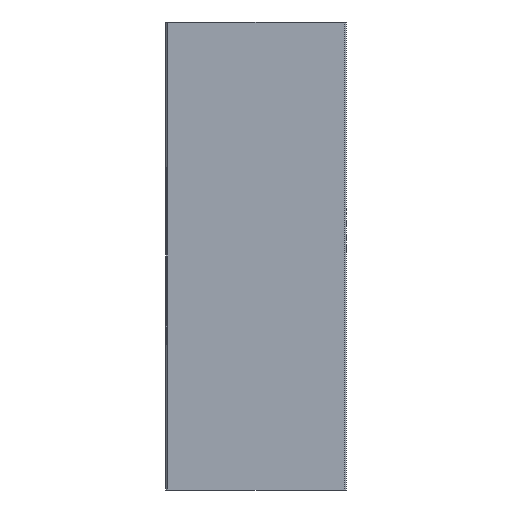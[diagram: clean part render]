
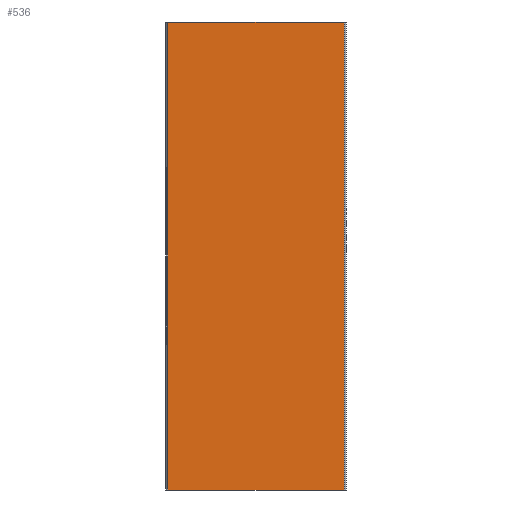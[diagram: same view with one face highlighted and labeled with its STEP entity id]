
A CAD part, front view. The second image highlights one B-rep face of the part: STEP entity #536.
In plain terms, the highlighted planar face has unit normal (0, -1, 0).
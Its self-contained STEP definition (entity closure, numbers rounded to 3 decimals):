
#85 = DIRECTION ( 'NONE',  ( 0., 0., 1. ) ) ;
#146 = DIRECTION ( 'NONE',  ( 0., 0., -1. ) ) ;
#171 = PLANE ( 'NONE',  #1038 ) ;
#223 = VECTOR ( 'NONE', #2256, 1000. ) ;
#230 = CARTESIAN_POINT ( 'NONE',  ( 1016.372, 23.028, -1887. ) ) ;
#351 = VECTOR ( 'NONE', #2736, 1000. ) ;
#473 = CARTESIAN_POINT ( 'NONE',  ( 869.419, 23.028, -1663.5 ) ) ;
#527 = EDGE_CURVE ( 'NONE', #1441, #1550, #2253, .T. ) ;
#536 = ADVANCED_FACE ( 'NONE', ( #1540 ), #171, .F. ) ;
#598 = CARTESIAN_POINT ( 'NONE',  ( 869.419, 23.028, -1542. ) ) ;
#699 = CARTESIAN_POINT ( 'NONE',  ( 869.419, 23.028, -1810.5 ) ) ;
#731 = VERTEX_POINT ( 'NONE', #2178 ) ;
#740 = EDGE_CURVE ( 'NONE', #1550, #731, #2631, .T. ) ;
#811 = CARTESIAN_POINT ( 'NONE',  ( 869.419, 23.028, -1587. ) ) ;
#830 = CARTESIAN_POINT ( 'NONE',  ( 869.419, 23.028, -1810.5 ) ) ;
#980 = LINE ( 'NONE', #598, #351 ) ;
#1038 = AXIS2_PLACEMENT_3D ( 'NONE', #2948, #2974, #2891 ) ;
#1056 = VECTOR ( 'NONE', #85, 1000. ) ;
#1091 = EDGE_LOOP ( 'NONE', ( #2325, #2904, #1881, #2828, #1175, #2779 ) ) ;
#1095 = EDGE_CURVE ( 'NONE', #2990, #1441, #980, .T. ) ;
#1138 = VECTOR ( 'NONE', #146, 1000. ) ;
#1175 = ORIENTED_EDGE ( 'NONE', *, *, #1095, .F. ) ;
#1309 = LINE ( 'NONE', #2688, #2484 ) ;
#1358 = EDGE_CURVE ( 'NONE', #731, #2285, #1309, .T. ) ;
#1428 = CARTESIAN_POINT ( 'NONE',  ( 1016.372, 23.028, -1932. ) ) ;
#1441 = VERTEX_POINT ( 'NONE', #2377 ) ;
#1540 = FACE_OUTER_BOUND ( 'NONE', #1091, .T. ) ;
#1550 = VERTEX_POINT ( 'NONE', #1428 ) ;
#1725 = DIRECTION ( 'NONE',  ( 0., 0., 1. ) ) ;
#1881 = ORIENTED_EDGE ( 'NONE', *, *, #740, .F. ) ;
#2033 = LINE ( 'NONE', #811, #1056 ) ;
#2178 = CARTESIAN_POINT ( 'NONE',  ( 869.419, 23.028, -1932. ) ) ;
#2253 = LINE ( 'NONE', #230, #1138 ) ;
#2256 = DIRECTION ( 'NONE',  ( -1., 0., 0. ) ) ;
#2285 = VERTEX_POINT ( 'NONE', #830 ) ;
#2325 = ORIENTED_EDGE ( 'NONE', *, *, #2420, .F. ) ;
#2327 = EDGE_CURVE ( 'NONE', #2547, #2990, #2861, .T. ) ;
#2356 = VECTOR ( 'NONE', #1725, 1000. ) ;
#2377 = CARTESIAN_POINT ( 'NONE',  ( 1016.372, 23.028, -1542. ) ) ;
#2420 = EDGE_CURVE ( 'NONE', #2285, #2547, #2033, .T. ) ;
#2442 = CARTESIAN_POINT ( 'NONE',  ( 1016.372, 23.028, -1932. ) ) ;
#2484 = VECTOR ( 'NONE', #2617, 1000. ) ;
#2547 = VERTEX_POINT ( 'NONE', #473 ) ;
#2617 = DIRECTION ( 'NONE',  ( 0., 0., 1. ) ) ;
#2631 = LINE ( 'NONE', #2442, #223 ) ;
#2688 = CARTESIAN_POINT ( 'NONE',  ( 869.419, 23.028, -1810.5 ) ) ;
#2736 = DIRECTION ( 'NONE',  ( 1., 0., 0. ) ) ;
#2779 = ORIENTED_EDGE ( 'NONE', *, *, #2327, .F. ) ;
#2828 = ORIENTED_EDGE ( 'NONE', *, *, #527, .F. ) ;
#2861 = LINE ( 'NONE', #699, #2356 ) ;
#2891 = DIRECTION ( 'NONE',  ( 0., 0., 1. ) ) ;
#2904 = ORIENTED_EDGE ( 'NONE', *, *, #1358, .F. ) ;
#2948 = CARTESIAN_POINT ( 'NONE',  ( 893.513, 23.028, -1526.584 ) ) ;
#2954 = CARTESIAN_POINT ( 'NONE',  ( 869.419, 23.028, -1542. ) ) ;
#2974 = DIRECTION ( 'NONE',  ( 0., 1., 0. ) ) ;
#2990 = VERTEX_POINT ( 'NONE', #2954 ) ;
